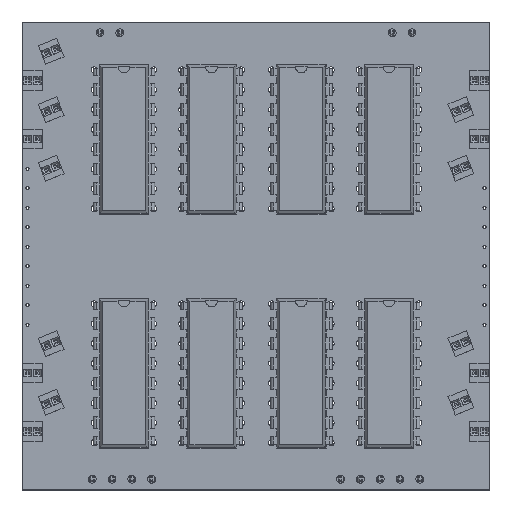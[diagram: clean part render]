
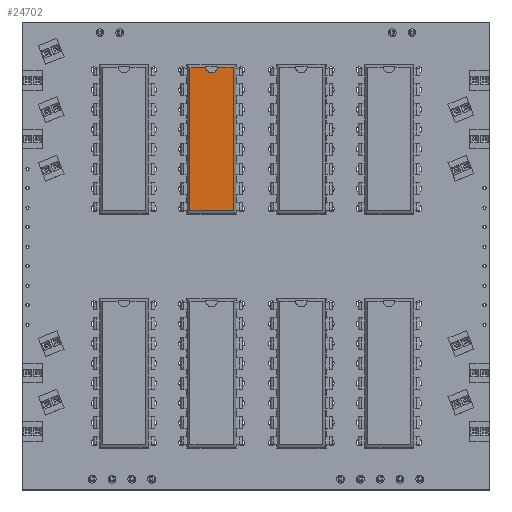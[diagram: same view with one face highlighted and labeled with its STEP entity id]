
A CAD part, top view. The second image highlights one B-rep face of the part: STEP entity #24702.
In plain terms, the highlighted planar face has unit normal (0, 0, 1).
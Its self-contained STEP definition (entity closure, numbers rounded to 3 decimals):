
#9191 = B_SPLINE_SURFACE_WITH_KNOTS('',1,1,(
    (#9192,#9193)
    ,(#9194,#9195
    )),.UNSPECIFIED.,.F.,.F.,.F.,(2,2),(2,2),(0.,19.027),(0.,1.),
  .PIECEWISE_BEZIER_KNOTS.);
#9192 = CARTESIAN_POINT('',(6.91,-18.404,2.157));
#9193 = CARTESIAN_POINT('',(6.586,-18.08,3.68));
#9194 = CARTESIAN_POINT('',(6.91,0.624,2.157));
#9195 = CARTESIAN_POINT('',(6.586,0.3,3.68));
#12696 = B_SPLINE_SURFACE_WITH_KNOTS('',1,1,(
    (#12697,#12698)
    ,(#12699,#12700
    )),.UNSPECIFIED.,.F.,.F.,.F.,(2,2),(2,2),(0.,6.2),(0.,1.),
  .PIECEWISE_BEZIER_KNOTS.);
#12697 = CARTESIAN_POINT('',(6.91,0.624,2.157));
#12698 = CARTESIAN_POINT('',(6.586,0.3,3.68));
#12699 = CARTESIAN_POINT('',(0.71,0.624,2.157));
#12700 = CARTESIAN_POINT('',(1.034,0.3,3.68));
#12777 = B_SPLINE_SURFACE_WITH_KNOTS('',1,1,(
    (#12778,#12779)
    ,(#12780,#12781
  )),.UNSPECIFIED.,.F.,.F.,.F.,(2,2),(2,2),(0.,19.027),(0.,1.),
  .PIECEWISE_BEZIER_KNOTS.);
#12778 = CARTESIAN_POINT('',(0.71,0.624,2.157));
#12779 = CARTESIAN_POINT('',(1.034,0.3,3.68));
#12780 = CARTESIAN_POINT('',(0.71,-18.404,2.157));
#12781 = CARTESIAN_POINT('',(1.034,-18.08,3.68));
#16269 = B_SPLINE_SURFACE_WITH_KNOTS('',1,1,(
    (#16270,#16271)
    ,(#16272,#16273
    )),.UNSPECIFIED.,.F.,.F.,.F.,(2,2),(2,2),(0.,6.2),(0.,1.),
  .PIECEWISE_BEZIER_KNOTS.);
#16270 = CARTESIAN_POINT('',(0.71,-18.404,2.157));
#16271 = CARTESIAN_POINT('',(1.034,-18.08,3.68));
#16272 = CARTESIAN_POINT('',(6.91,-18.404,2.157));
#16273 = CARTESIAN_POINT('',(6.586,-18.08,3.68));
#16463 = VERTEX_POINT('',#16464);
#16464 = CARTESIAN_POINT('',(6.586,0.3,3.68));
#16484 = EDGE_CURVE('',#16485,#16463,#16487,.T.);
#16485 = VERTEX_POINT('',#16486);
#16486 = CARTESIAN_POINT('',(6.586,-18.08,3.68));
#16487 = SURFACE_CURVE('',#16488,(#16492,#16498),.PCURVE_S1.);
#16488 = LINE('',#16489,#16490);
#16489 = CARTESIAN_POINT('',(6.586,-18.08,3.68));
#16490 = VECTOR('',#16491,1.);
#16491 = DIRECTION('',(0.,1.,0.));
#16492 = PCURVE('',#9191,#16493);
#16493 = DEFINITIONAL_REPRESENTATION('',(#16494),#16497);
#16494 = B_SPLINE_CURVE_WITH_KNOTS('',1,(#16495,#16496),.UNSPECIFIED.,
  .F.,.F.,(2,2),(0.,18.38),.PIECEWISE_BEZIER_KNOTS.);
#16495 = CARTESIAN_POINT('',(0.,1.));
#16496 = CARTESIAN_POINT('',(19.027,1.));
#16497 = ( GEOMETRIC_REPRESENTATION_CONTEXT(2) 
PARAMETRIC_REPRESENTATION_CONTEXT() REPRESENTATION_CONTEXT('2D SPACE',''
  ) );
#16498 = PCURVE('',#16499,#16504);
#16499 = PLANE('',#16500);
#16500 = AXIS2_PLACEMENT_3D('',#16501,#16502,#16503);
#16501 = CARTESIAN_POINT('',(6.586,-18.08,3.68));
#16502 = DIRECTION('',(-0.,0.,-1.));
#16503 = DIRECTION('',(-0.289,0.957,0.));
#16504 = DEFINITIONAL_REPRESENTATION('',(#16505),#16509);
#16505 = LINE('',#16506,#16507);
#16506 = CARTESIAN_POINT('',(0.,0.));
#16507 = VECTOR('',#16508,1.);
#16508 = DIRECTION('',(0.957,0.289));
#16509 = ( GEOMETRIC_REPRESENTATION_CONTEXT(2) 
PARAMETRIC_REPRESENTATION_CONTEXT() REPRESENTATION_CONTEXT('2D SPACE',''
  ) );
#20097 = VERTEX_POINT('',#20098);
#20098 = CARTESIAN_POINT('',(1.034,0.3,3.68));
#20118 = EDGE_CURVE('',#20119,#20097,#20121,.T.);
#20119 = VERTEX_POINT('',#20120);
#20120 = CARTESIAN_POINT('',(3.064,0.3,3.68));
#20121 = SURFACE_CURVE('',#20122,(#20126,#20132),.PCURVE_S1.);
#20122 = LINE('',#20123,#20124);
#20123 = CARTESIAN_POINT('',(6.586,0.3,3.68));
#20124 = VECTOR('',#20125,1.);
#20125 = DIRECTION('',(-1.,0.,0.));
#20126 = PCURVE('',#12696,#20127);
#20127 = DEFINITIONAL_REPRESENTATION('',(#20128),#20131);
#20128 = B_SPLINE_CURVE_WITH_KNOTS('',1,(#20129,#20130),.UNSPECIFIED.,
  .F.,.F.,(2,2),(3.523,5.553),
  .PIECEWISE_BEZIER_KNOTS.);
#20129 = CARTESIAN_POINT('',(3.933,1.));
#20130 = CARTESIAN_POINT('',(6.2,1.));
#20131 = ( GEOMETRIC_REPRESENTATION_CONTEXT(2) 
PARAMETRIC_REPRESENTATION_CONTEXT() REPRESENTATION_CONTEXT('2D SPACE',''
  ) );
#20132 = PCURVE('',#16499,#20133);
#20133 = DEFINITIONAL_REPRESENTATION('',(#20134),#20138);
#20134 = LINE('',#20135,#20136);
#20135 = CARTESIAN_POINT('',(17.594,5.315));
#20136 = VECTOR('',#20137,1.);
#20137 = DIRECTION('',(0.289,-0.957));
#20138 = ( GEOMETRIC_REPRESENTATION_CONTEXT(2) 
PARAMETRIC_REPRESENTATION_CONTEXT() REPRESENTATION_CONTEXT('2D SPACE',''
  ) );
#20320 = CYLINDRICAL_SURFACE('',#20321,0.75);
#20321 = AXIS2_PLACEMENT_3D('',#20322,#20323,#20324);
#20322 = CARTESIAN_POINT('',(3.81,0.375,3.68));
#20323 = DIRECTION('',(-0.,0.,-1.));
#20324 = DIRECTION('',(0.,-1.,-0.));
#20622 = VERTEX_POINT('',#20623);
#20623 = CARTESIAN_POINT('',(4.556,0.3,3.68));
#20874 = EDGE_CURVE('',#16463,#20622,#20875,.T.);
#20875 = SURFACE_CURVE('',#20876,(#20880,#20886),.PCURVE_S1.);
#20876 = LINE('',#20877,#20878);
#20877 = CARTESIAN_POINT('',(6.586,0.3,3.68));
#20878 = VECTOR('',#20879,1.);
#20879 = DIRECTION('',(-1.,0.,0.));
#20880 = PCURVE('',#12696,#20881);
#20881 = DEFINITIONAL_REPRESENTATION('',(#20882),#20885);
#20882 = B_SPLINE_CURVE_WITH_KNOTS('',1,(#20883,#20884),.UNSPECIFIED.,
  .F.,.F.,(2,2),(0.,2.03),.PIECEWISE_BEZIER_KNOTS.);
#20883 = CARTESIAN_POINT('',(0.,1.));
#20884 = CARTESIAN_POINT('',(2.267,1.));
#20885 = ( GEOMETRIC_REPRESENTATION_CONTEXT(2) 
PARAMETRIC_REPRESENTATION_CONTEXT() REPRESENTATION_CONTEXT('2D SPACE',''
  ) );
#20886 = PCURVE('',#16499,#20887);
#20887 = DEFINITIONAL_REPRESENTATION('',(#20888),#20892);
#20888 = LINE('',#20889,#20890);
#20889 = CARTESIAN_POINT('',(17.594,5.315));
#20890 = VECTOR('',#20891,1.);
#20891 = DIRECTION('',(0.289,-0.957));
#20892 = ( GEOMETRIC_REPRESENTATION_CONTEXT(2) 
PARAMETRIC_REPRESENTATION_CONTEXT() REPRESENTATION_CONTEXT('2D SPACE',''
  ) );
#21075 = VERTEX_POINT('',#21076);
#21076 = CARTESIAN_POINT('',(1.034,-18.08,3.68));
#21096 = EDGE_CURVE('',#20097,#21075,#21097,.T.);
#21097 = SURFACE_CURVE('',#21098,(#21102,#21108),.PCURVE_S1.);
#21098 = LINE('',#21099,#21100);
#21099 = CARTESIAN_POINT('',(1.034,0.3,3.68));
#21100 = VECTOR('',#21101,1.);
#21101 = DIRECTION('',(0.,-1.,0.));
#21102 = PCURVE('',#12777,#21103);
#21103 = DEFINITIONAL_REPRESENTATION('',(#21104),#21107);
#21104 = B_SPLINE_CURVE_WITH_KNOTS('',1,(#21105,#21106),.UNSPECIFIED.,
  .F.,.F.,(2,2),(0.,18.38),.PIECEWISE_BEZIER_KNOTS.);
#21105 = CARTESIAN_POINT('',(0.,1.));
#21106 = CARTESIAN_POINT('',(19.027,1.));
#21107 = ( GEOMETRIC_REPRESENTATION_CONTEXT(2) 
PARAMETRIC_REPRESENTATION_CONTEXT() REPRESENTATION_CONTEXT('2D SPACE',''
  ) );
#21108 = PCURVE('',#16499,#21109);
#21109 = DEFINITIONAL_REPRESENTATION('',(#21110),#21114);
#21110 = LINE('',#21111,#21112);
#21111 = CARTESIAN_POINT('',(19.2,0.));
#21112 = VECTOR('',#21113,1.);
#21113 = DIRECTION('',(-0.957,-0.289));
#21114 = ( GEOMETRIC_REPRESENTATION_CONTEXT(2) 
PARAMETRIC_REPRESENTATION_CONTEXT() REPRESENTATION_CONTEXT('2D SPACE',''
  ) );
#24682 = EDGE_CURVE('',#21075,#16485,#24683,.T.);
#24683 = SURFACE_CURVE('',#24684,(#24688,#24694),.PCURVE_S1.);
#24684 = LINE('',#24685,#24686);
#24685 = CARTESIAN_POINT('',(1.034,-18.08,3.68));
#24686 = VECTOR('',#24687,1.);
#24687 = DIRECTION('',(1.,0.,0.));
#24688 = PCURVE('',#16269,#24689);
#24689 = DEFINITIONAL_REPRESENTATION('',(#24690),#24693);
#24690 = B_SPLINE_CURVE_WITH_KNOTS('',1,(#24691,#24692),.UNSPECIFIED.,
  .F.,.F.,(2,2),(0.,5.553),.PIECEWISE_BEZIER_KNOTS.);
#24691 = CARTESIAN_POINT('',(0.,1.));
#24692 = CARTESIAN_POINT('',(6.2,1.));
#24693 = ( GEOMETRIC_REPRESENTATION_CONTEXT(2) 
PARAMETRIC_REPRESENTATION_CONTEXT() REPRESENTATION_CONTEXT('2D SPACE',''
  ) );
#24694 = PCURVE('',#16499,#24695);
#24695 = DEFINITIONAL_REPRESENTATION('',(#24696),#24700);
#24696 = LINE('',#24697,#24698);
#24697 = CARTESIAN_POINT('',(1.606,-5.315));
#24698 = VECTOR('',#24699,1.);
#24699 = DIRECTION('',(-0.289,0.957));
#24700 = ( GEOMETRIC_REPRESENTATION_CONTEXT(2) 
PARAMETRIC_REPRESENTATION_CONTEXT() REPRESENTATION_CONTEXT('2D SPACE',''
  ) );
#24702 = ADVANCED_FACE('',(#24703),#16499,.F.);
#24703 = FACE_BOUND('',#24704,.F.);
#24704 = EDGE_LOOP('',(#24705,#24706,#24707,#24708,#24709,#24733,#24755)
  );
#24705 = ORIENTED_EDGE('',*,*,#16484,.F.);
#24706 = ORIENTED_EDGE('',*,*,#24682,.F.);
#24707 = ORIENTED_EDGE('',*,*,#21096,.F.);
#24708 = ORIENTED_EDGE('',*,*,#20118,.F.);
#24709 = ORIENTED_EDGE('',*,*,#24710,.F.);
#24710 = EDGE_CURVE('',#24711,#20119,#24713,.T.);
#24711 = VERTEX_POINT('',#24712);
#24712 = CARTESIAN_POINT('',(3.81,-0.375,3.68));
#24713 = SURFACE_CURVE('',#24714,(#24719,#24726),.PCURVE_S1.);
#24714 = CIRCLE('',#24715,0.75);
#24715 = AXIS2_PLACEMENT_3D('',#24716,#24717,#24718);
#24716 = CARTESIAN_POINT('',(3.81,0.375,3.68));
#24717 = DIRECTION('',(0.,-0.,-1.));
#24718 = DIRECTION('',(0.,-1.,0.));
#24719 = PCURVE('',#16499,#24720);
#24720 = DEFINITIONAL_REPRESENTATION('',(#24721),#24725);
#24721 = CIRCLE('',#24722,0.75);
#24722 = AXIS2_PLACEMENT_2D('',#24723,#24724);
#24723 = CARTESIAN_POINT('',(18.469,2.679));
#24724 = DIRECTION('',(-0.957,-0.289));
#24725 = ( GEOMETRIC_REPRESENTATION_CONTEXT(2) 
PARAMETRIC_REPRESENTATION_CONTEXT() REPRESENTATION_CONTEXT('2D SPACE',''
  ) );
#24726 = PCURVE('',#20320,#24727);
#24727 = DEFINITIONAL_REPRESENTATION('',(#24728),#24732);
#24728 = LINE('',#24729,#24730);
#24729 = CARTESIAN_POINT('',(0.,0.));
#24730 = VECTOR('',#24731,1.);
#24731 = DIRECTION('',(1.,0.));
#24732 = ( GEOMETRIC_REPRESENTATION_CONTEXT(2) 
PARAMETRIC_REPRESENTATION_CONTEXT() REPRESENTATION_CONTEXT('2D SPACE',''
  ) );
#24733 = ORIENTED_EDGE('',*,*,#24734,.F.);
#24734 = EDGE_CURVE('',#20622,#24711,#24735,.T.);
#24735 = SURFACE_CURVE('',#24736,(#24741,#24748),.PCURVE_S1.);
#24736 = CIRCLE('',#24737,0.75);
#24737 = AXIS2_PLACEMENT_3D('',#24738,#24739,#24740);
#24738 = CARTESIAN_POINT('',(3.81,0.375,3.68));
#24739 = DIRECTION('',(0.,-0.,-1.));
#24740 = DIRECTION('',(0.,-1.,0.));
#24741 = PCURVE('',#16499,#24742);
#24742 = DEFINITIONAL_REPRESENTATION('',(#24743),#24747);
#24743 = CIRCLE('',#24744,0.75);
#24744 = AXIS2_PLACEMENT_2D('',#24745,#24746);
#24745 = CARTESIAN_POINT('',(18.469,2.679));
#24746 = DIRECTION('',(-0.957,-0.289));
#24747 = ( GEOMETRIC_REPRESENTATION_CONTEXT(2) 
PARAMETRIC_REPRESENTATION_CONTEXT() REPRESENTATION_CONTEXT('2D SPACE',''
  ) );
#24748 = PCURVE('',#20320,#24749);
#24749 = DEFINITIONAL_REPRESENTATION('',(#24750),#24754);
#24750 = LINE('',#24751,#24752);
#24751 = CARTESIAN_POINT('',(-6.283,0.));
#24752 = VECTOR('',#24753,1.);
#24753 = DIRECTION('',(1.,0.));
#24754 = ( GEOMETRIC_REPRESENTATION_CONTEXT(2) 
PARAMETRIC_REPRESENTATION_CONTEXT() REPRESENTATION_CONTEXT('2D SPACE',''
  ) );
#24755 = ORIENTED_EDGE('',*,*,#20874,.F.);
